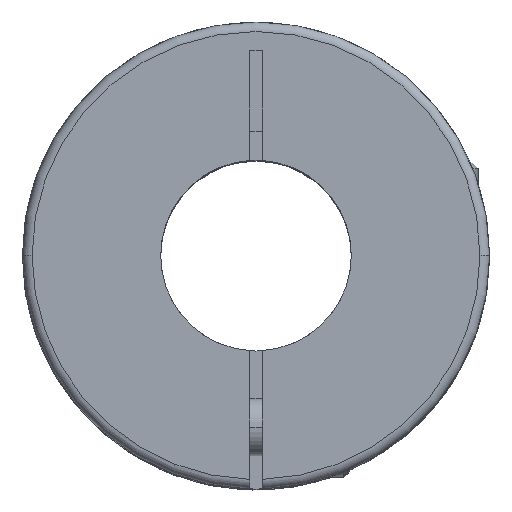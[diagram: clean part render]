
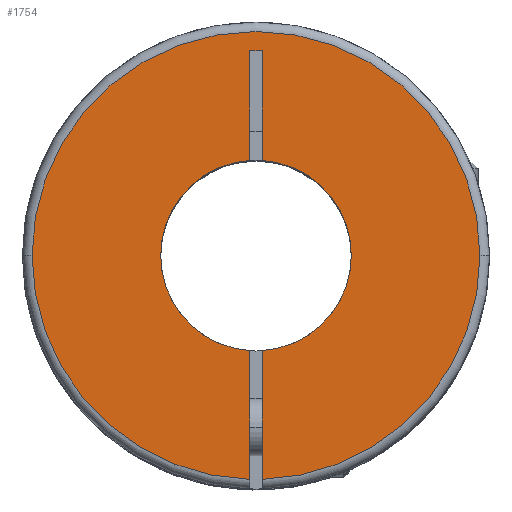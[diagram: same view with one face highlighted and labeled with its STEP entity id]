
A CAD part, top view. The second image highlights one B-rep face of the part: STEP entity #1754.
In plain terms, the highlighted planar face has unit normal (0, 0, 1).
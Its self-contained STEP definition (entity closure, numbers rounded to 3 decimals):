
#16 = CARTESIAN_POINT ( 'NONE',  ( 0., 0., 0. ) ) ;
#133 = CARTESIAN_POINT ( 'NONE',  ( -0.65, -9.979, 0. ) ) ;
#223 = CARTESIAN_POINT ( 'NONE',  ( 0.65, 9.979, 0. ) ) ;
#281 = AXIS2_PLACEMENT_3D ( 'NONE', #776, #3854, #1394 ) ;
#369 = ORIENTED_EDGE ( 'NONE', *, *, #1448, .T. ) ;
#396 = DIRECTION ( 'NONE',  ( -1., 0., 0. ) ) ;
#432 = ORIENTED_EDGE ( 'NONE', *, *, #2514, .F. ) ;
#487 = CIRCLE ( 'NONE', #2287, 23.5 ) ;
#509 = DIRECTION ( 'NONE',  ( 0., -1., 0. ) ) ;
#550 = CARTESIAN_POINT ( 'NONE',  ( 0.65, -23.491, 0. ) ) ;
#562 = DIRECTION ( 'NONE',  ( 0., 0., -1. ) ) ;
#565 = EDGE_CURVE ( 'NONE', #1280, #1317, #487, .T. ) ;
#624 = AXIS2_PLACEMENT_3D ( 'NONE', #1029, #3400, #396 ) ;
#669 = CARTESIAN_POINT ( 'NONE',  ( 0.65, -9.979, 0. ) ) ;
#760 = CARTESIAN_POINT ( 'NONE',  ( 0.65, -24.5, 0. ) ) ;
#776 = CARTESIAN_POINT ( 'NONE',  ( 0., 0., 0. ) ) ;
#803 = DIRECTION ( 'NONE',  ( 0., 0., -1. ) ) ;
#828 = CARTESIAN_POINT ( 'NONE',  ( 0.65, 21.5, 0. ) ) ;
#892 = DIRECTION ( 'NONE',  ( 0., 0., -1. ) ) ;
#936 = ORIENTED_EDGE ( 'NONE', *, *, #2133, .T. ) ;
#955 = CIRCLE ( 'NONE', #624, 23.5 ) ;
#1028 = AXIS2_PLACEMENT_3D ( 'NONE', #2693, #892, #3300 ) ;
#1029 = CARTESIAN_POINT ( 'NONE',  ( 0., 0., 0. ) ) ;
#1161 = VERTEX_POINT ( 'NONE', #550 ) ;
#1280 = VERTEX_POINT ( 'NONE', #3108 ) ;
#1289 = CARTESIAN_POINT ( 'NONE',  ( -0.65, 21.5, 0. ) ) ;
#1300 = CARTESIAN_POINT ( 'NONE',  ( 23.5, 0., 0. ) ) ;
#1317 = VERTEX_POINT ( 'NONE', #1300 ) ;
#1320 = DIRECTION ( 'NONE',  ( 0., 0., -1. ) ) ;
#1362 = CARTESIAN_POINT ( 'NONE',  ( 0.65, 21.5, 0. ) ) ;
#1371 = FACE_OUTER_BOUND ( 'NONE', #1929, .T. ) ;
#1393 = ORIENTED_EDGE ( 'NONE', *, *, #2613, .T. ) ;
#1394 = DIRECTION ( 'NONE',  ( -1., 0., 0. ) ) ;
#1448 = EDGE_CURVE ( 'NONE', #1563, #2591, #3359, .T. ) ;
#1491 = ORIENTED_EDGE ( 'NONE', *, *, #1886, .F. ) ;
#1506 = ORIENTED_EDGE ( 'NONE', *, *, #2193, .F. ) ;
#1513 = VECTOR ( 'NONE', #509, 1000. ) ;
#1526 = ORIENTED_EDGE ( 'NONE', *, *, #2326, .F. ) ;
#1544 = VERTEX_POINT ( 'NONE', #3333 ) ;
#1563 = VERTEX_POINT ( 'NONE', #223 ) ;
#1580 = VECTOR ( 'NONE', #3188, 1000. ) ;
#1627 = CIRCLE ( 'NONE', #1951, 23.5 ) ;
#1666 = LINE ( 'NONE', #760, #1580 ) ;
#1754 = ADVANCED_FACE ( 'NONE', ( #1371 ), #2061, .F. ) ;
#1790 = CARTESIAN_POINT ( 'NONE',  ( 0., 0., 0. ) ) ;
#1884 = CARTESIAN_POINT ( 'NONE',  ( -0.65, -23.491, 0. ) ) ;
#1886 = EDGE_CURVE ( 'NONE', #1563, #2544, #2397, .T. ) ;
#1929 = EDGE_LOOP ( 'NONE', ( #432, #3385, #1393, #936, #3639, #1526, #1491, #369, #2295, #1506, #2181 ) ) ;
#1951 = AXIS2_PLACEMENT_3D ( 'NONE', #1790, #562, #3295 ) ;
#2010 = DIRECTION ( 'NONE',  ( 0., -1., 0. ) ) ;
#2043 = DIRECTION ( 'NONE',  ( -1., 0., 0. ) ) ;
#2061 = PLANE ( 'NONE',  #3565 ) ;
#2133 = EDGE_CURVE ( 'NONE', #2731, #3291, #3513, .T. ) ;
#2181 = ORIENTED_EDGE ( 'NONE', *, *, #565, .F. ) ;
#2193 = EDGE_CURVE ( 'NONE', #1317, #1161, #955, .T. ) ;
#2287 = AXIS2_PLACEMENT_3D ( 'NONE', #3814, #3509, #2043 ) ;
#2295 = ORIENTED_EDGE ( 'NONE', *, *, #3551, .F. ) ;
#2301 = DIRECTION ( 'NONE',  ( -1., 0., 0. ) ) ;
#2326 = EDGE_CURVE ( 'NONE', #2544, #1544, #3838, .T. ) ;
#2397 = LINE ( 'NONE', #2420, #3000 ) ;
#2413 = VERTEX_POINT ( 'NONE', #133 ) ;
#2420 = CARTESIAN_POINT ( 'NONE',  ( 0.65, -24.5, 0. ) ) ;
#2448 = DIRECTION ( 'NONE',  ( 0., -1., 0. ) ) ;
#2514 = EDGE_CURVE ( 'NONE', #3442, #1280, #1627, .T. ) ;
#2544 = VERTEX_POINT ( 'NONE', #828 ) ;
#2584 = CARTESIAN_POINT ( 'NONE',  ( -10., 0., 0. ) ) ;
#2591 = VERTEX_POINT ( 'NONE', #669 ) ;
#2613 = EDGE_CURVE ( 'NONE', #2413, #2731, #3483, .T. ) ;
#2693 = CARTESIAN_POINT ( 'NONE',  ( 0., 0., 0. ) ) ;
#2699 = DIRECTION ( 'NONE',  ( 0., 1., 0. ) ) ;
#2718 = CARTESIAN_POINT ( 'NONE',  ( -0.65, 9.979, 0. ) ) ;
#2731 = VERTEX_POINT ( 'NONE', #2584 ) ;
#3000 = VECTOR ( 'NONE', #2699, 1000. ) ;
#3016 = EDGE_CURVE ( 'NONE', #1544, #3291, #3660, .T. ) ;
#3108 = CARTESIAN_POINT ( 'NONE',  ( -23.5, 0., 0. ) ) ;
#3188 = DIRECTION ( 'NONE',  ( 0., 1., 0. ) ) ;
#3220 = LINE ( 'NONE', #3856, #1513 ) ;
#3291 = VERTEX_POINT ( 'NONE', #2718 ) ;
#3295 = DIRECTION ( 'NONE',  ( -1., 0., 0. ) ) ;
#3300 = DIRECTION ( 'NONE',  ( -1., 0., 0. ) ) ;
#3333 = CARTESIAN_POINT ( 'NONE',  ( -0.65, 21.5, 0. ) ) ;
#3359 = CIRCLE ( 'NONE', #281, 10. ) ;
#3385 = ORIENTED_EDGE ( 'NONE', *, *, #3645, .F. ) ;
#3400 = DIRECTION ( 'NONE',  ( 0., 0., -1. ) ) ;
#3442 = VERTEX_POINT ( 'NONE', #1884 ) ;
#3483 = CIRCLE ( 'NONE', #3537, 10. ) ;
#3509 = DIRECTION ( 'NONE',  ( 0., 0., -1. ) ) ;
#3513 = CIRCLE ( 'NONE', #1028, 10. ) ;
#3537 = AXIS2_PLACEMENT_3D ( 'NONE', #16, #1320, #3976 ) ;
#3541 = CARTESIAN_POINT ( 'NONE',  ( 0., 0., 0. ) ) ;
#3551 = EDGE_CURVE ( 'NONE', #1161, #2591, #1666, .T. ) ;
#3565 = AXIS2_PLACEMENT_3D ( 'NONE', #3541, #803, #2010 ) ;
#3639 = ORIENTED_EDGE ( 'NONE', *, *, #3016, .F. ) ;
#3645 = EDGE_CURVE ( 'NONE', #2413, #3442, #3220, .T. ) ;
#3660 = LINE ( 'NONE', #1289, #3910 ) ;
#3814 = CARTESIAN_POINT ( 'NONE',  ( 0., 0., 0. ) ) ;
#3838 = LINE ( 'NONE', #1362, #3954 ) ;
#3854 = DIRECTION ( 'NONE',  ( 0., 0., -1. ) ) ;
#3856 = CARTESIAN_POINT ( 'NONE',  ( -0.65, 21.5, 0. ) ) ;
#3910 = VECTOR ( 'NONE', #2448, 1000. ) ;
#3954 = VECTOR ( 'NONE', #2301, 1000. ) ;
#3976 = DIRECTION ( 'NONE',  ( -1., 0., 0. ) ) ;
